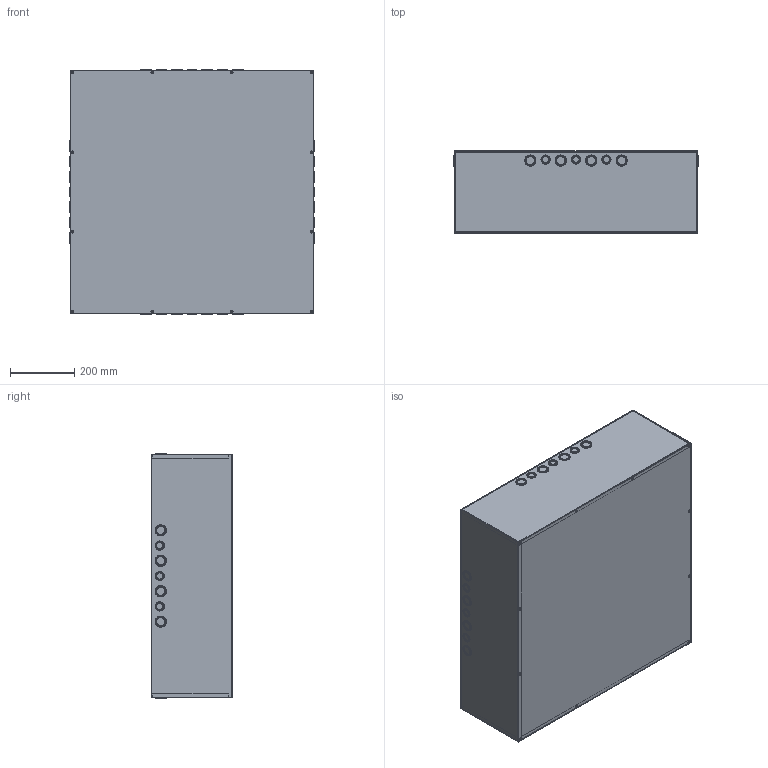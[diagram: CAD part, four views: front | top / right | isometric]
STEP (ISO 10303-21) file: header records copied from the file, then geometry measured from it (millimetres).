
FILE_DESCRIPTION( ( 'Unknown' ), '1' );
FILE_NAME( 'DKO303010.stp', 'Unknown', ( 'Unknown' ), ( 'Unknown' ), 'PSStep 16.0.42', 'Unknown', ' ' );
FILE_SCHEMA( ( 'AUTOMOTIVE_DESIGN { 1 0 10303 214 1 1 1 1 }' ) );
Length unit declared in the file: millimetre
Products named in the file (5): DKO303010_BOITIER; DKO303010B_16Ga; DKOxx3010E_16Ga; Assem1; D3030C_16Ga
Assembly tree (5 placements, depth 3):
  Assem1
    D3030C_16Ga
    DKO303010_BOITIER
      DKO303010B_16Ga
      DKOxx3010E_16Ga  x2
Bounding box: 768.1 x 255.52 x 768.1 mm (x, y, z)
Volume: 3039005.2 mm3; surface area: 4006543.1 mm2
Topology: 4 solids, 4 shells, 499 faces, 1067 edges, 717 vertices
Faces by surface type: plane 294, cylinder 126, torus 64, cone 8, extrusion 7
Full cylindrical faces by diameter (mm): 0.346 x2, 3.658 x2, 4.293 x12, 6.35 x4, 6.706 x2, 7.925 x12, 25.527 x12, 28.575 x12, 31.877 x16, 34.925 x16
Entity records: 13879 total; most frequent: CARTESIAN_POINT 1937, DIRECTION 1813, ORIENTED_EDGE 1464, EDGE_CURVE 732, AXIS2_PLACEMENT_3D 723, EDGE_LOOP 692, VERTEX_POINT 560, FACE_OUTER_BOUND 523
